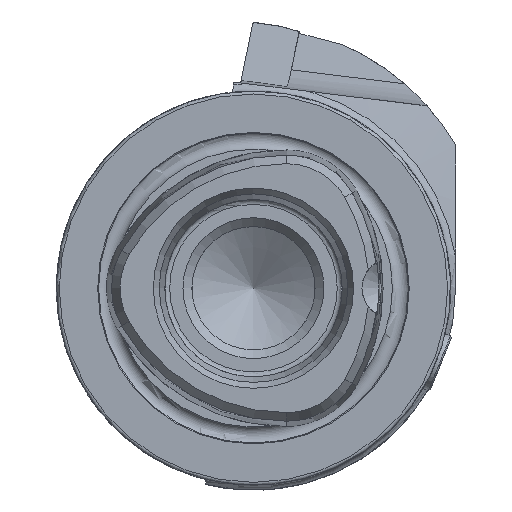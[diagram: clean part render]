
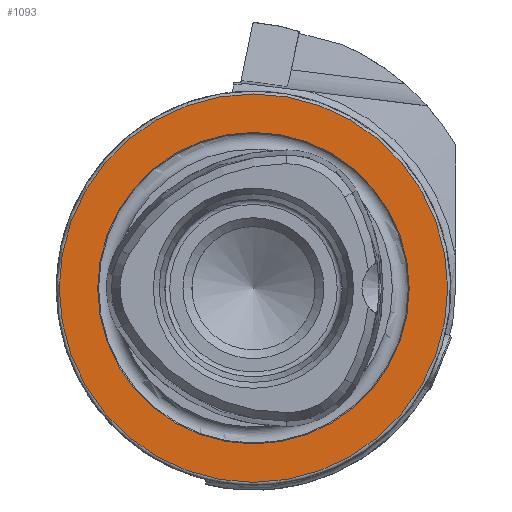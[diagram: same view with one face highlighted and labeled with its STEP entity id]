
A CAD part, left-side view. The second image highlights one B-rep face of the part: STEP entity #1093.
In plain terms, the highlighted planar face has unit normal (-1, 0, 0).
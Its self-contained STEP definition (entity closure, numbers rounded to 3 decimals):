
#30 = CARTESIAN_POINT ( 'NONE',  ( 0., 0., 0. ) ) ;
#65 = ORIENTED_EDGE ( 'NONE', *, *, #6852, .T. ) ;
#726 = DIRECTION ( 'NONE',  ( 0., 0., -1. ) ) ;
#1064 = VERTEX_POINT ( 'NONE', #5240 ) ;
#1093 = ADVANCED_FACE ( 'NONE', ( #7049, #5535 ), #4131, .F. ) ;
#1515 = EDGE_LOOP ( 'NONE', ( #65 ) ) ;
#1773 = CARTESIAN_POINT ( 'NONE',  ( 0., 0., 19.7 ) ) ;
#1974 = DIRECTION ( 'NONE',  ( -1., 0., 0. ) ) ;
#3019 = CIRCLE ( 'NONE', #4107, 15.8 ) ;
#3402 = DIRECTION ( 'NONE',  ( 0., 0., 1. ) ) ;
#4107 = AXIS2_PLACEMENT_3D ( 'NONE', #5021, #1974, #5604 ) ;
#4131 = PLANE ( 'NONE',  #5842 ) ;
#4238 = EDGE_LOOP ( 'NONE', ( #6073 ) ) ;
#4324 = AXIS2_PLACEMENT_3D ( 'NONE', #30, #6293, #3402 ) ;
#4330 = CIRCLE ( 'NONE', #4324, 19.7 ) ;
#4575 = EDGE_CURVE ( 'NONE', #1064, #1064, #3019, .T. ) ;
#5021 = CARTESIAN_POINT ( 'NONE',  ( 0., 0., 0. ) ) ;
#5240 = CARTESIAN_POINT ( 'NONE',  ( 0., 0., 15.8 ) ) ;
#5307 = DIRECTION ( 'NONE',  ( 1., 0., 0. ) ) ;
#5535 = FACE_OUTER_BOUND ( 'NONE', #1515, .T. ) ;
#5604 = DIRECTION ( 'NONE',  ( 0., 0., 1. ) ) ;
#5842 = AXIS2_PLACEMENT_3D ( 'NONE', #6550, #5307, #726 ) ;
#6073 = ORIENTED_EDGE ( 'NONE', *, *, #4575, .F. ) ;
#6174 = VERTEX_POINT ( 'NONE', #1773 ) ;
#6293 = DIRECTION ( 'NONE',  ( -1., 0., 0. ) ) ;
#6550 = CARTESIAN_POINT ( 'NONE',  ( 0., 15.8, 0. ) ) ;
#6852 = EDGE_CURVE ( 'NONE', #6174, #6174, #4330, .T. ) ;
#7049 = FACE_BOUND ( 'NONE', #4238, .T. ) ;
